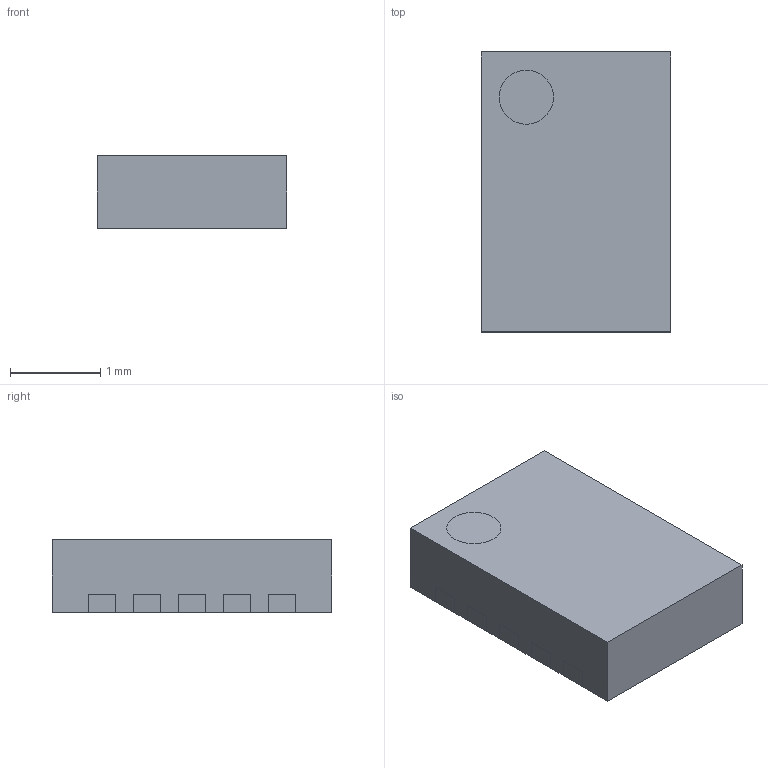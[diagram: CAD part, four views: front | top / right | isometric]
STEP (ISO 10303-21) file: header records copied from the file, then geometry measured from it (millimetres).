
FILE_DESCRIPTION((''),'2;1');
FILE_NAME('SON50P200X300X80-11N-R90X250.stp','2015-08-11T14:17:17',(''),(''),'Mechanical Desktop 2011','Mechanical Desktop 2011',', , ');
FILE_SCHEMA(('AUTOMOTIVE_DESIGN { 1 2 10303 214 1 1 1 1 }'));
Length unit declared in the file: millimetre
Products named in the file (1): Product
Bounding box: 2.1 x 3.1 x 0.8 mm (x, y, z)
Volume: 5.2 mm3; surface area: 35.7 mm2
Topology: 13 solids, 13 shells, 126 faces, 294 edges, 196 vertices
Faces by surface type: plane 72, bspline 50, cylinder 4
Entity records: 3573 total; most frequent: CARTESIAN_POINT 767, ORIENTED_EDGE 588, DIRECTION 456, EDGE_CURVE 294, VECTOR 286, LINE 286, VERTEX_POINT 196, EDGE_LOOP 128
